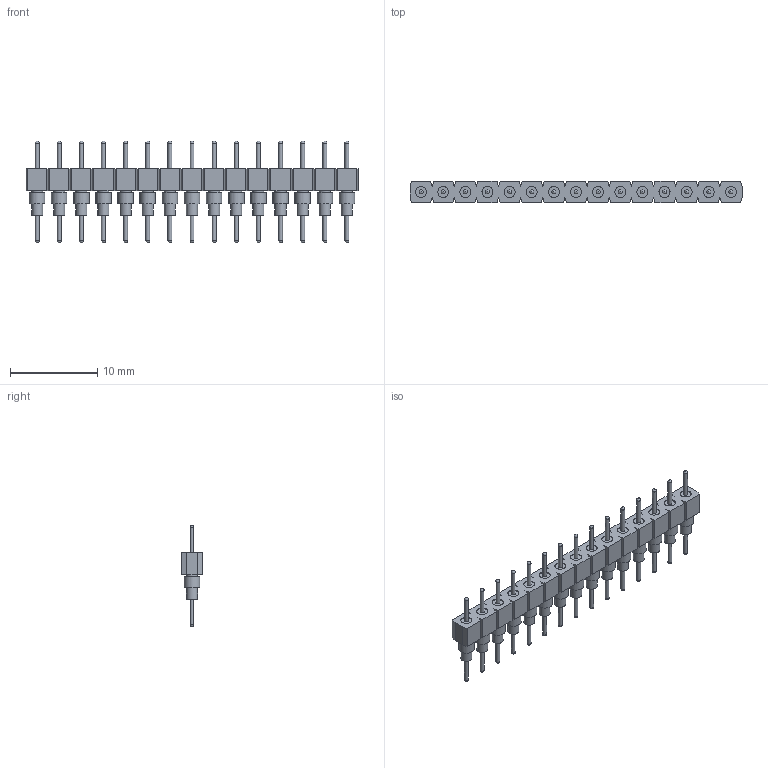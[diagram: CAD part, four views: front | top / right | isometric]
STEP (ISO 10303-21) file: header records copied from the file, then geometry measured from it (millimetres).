
FILE_DESCRIPTION(('FreeCAD Model'),'2;1');
FILE_NAME('Open CASCADE Shape Model','2025-01-12T11:55:36',(''),(''), 'Open CASCADE STEP processor 7.8','FreeCAD','Unknown');
FILE_SCHEMA(('AUTOMOTIVE_DESIGN { 1 0 10303 214 1 1 1 1 }'));
Length unit declared in the file: millimetre
Products named in the file (16): BBS-115-G-A_pins014; BBS-115-G-A_socket; BBS-115-G-A_pins; BBS-115-G-A_pins001; BBS-115-G-A_pins002; BBS-115-G-A_pins003; BBS-115-G-A_pins004; BBS-115-G-A_pins005; BBS-115-G-A_pins006; BBS-115-G-A_pins007; BBS-115-G-A_pins008; BBS-115-G-A_pins009; BBS-115-G-A_pins010; BBS-115-G-A_pins011; BBS-115-G-A_pins012; BBS-115-G-A_pins013
Bounding box: 38.1 x 2.44 x 11.68 mm (x, y, z)
Volume: 318 mm3; surface area: 1120.2 mm2
Topology: 16 solids, 16 shells, 274 faces, 651 edges, 439 vertices
Faces by surface type: plane 154, cylinder 90, sphere 30
Full cylindrical faces by diameter (mm): 0.457 x30, 1.27 x45, 1.778 x15
Entity records: 8182 total; most frequent: CARTESIAN_POINT 1575, DIRECTION 1276, ORIENTED_EDGE 1242, EDGE_CURVE 621, AXIS2_PLACEMENT_3D 500, VERTEX_POINT 439, FACE_BOUND 364, EDGE_LOOP 364
